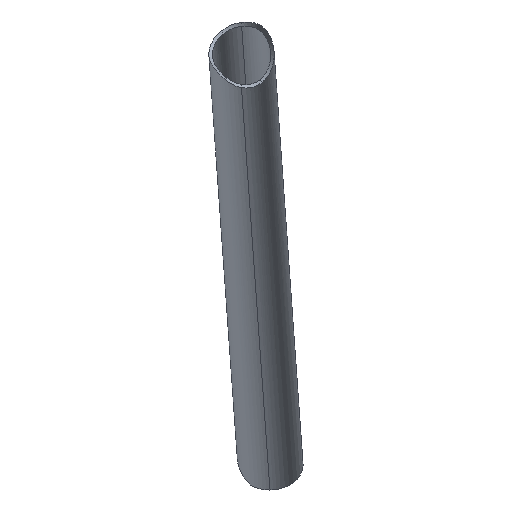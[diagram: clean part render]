
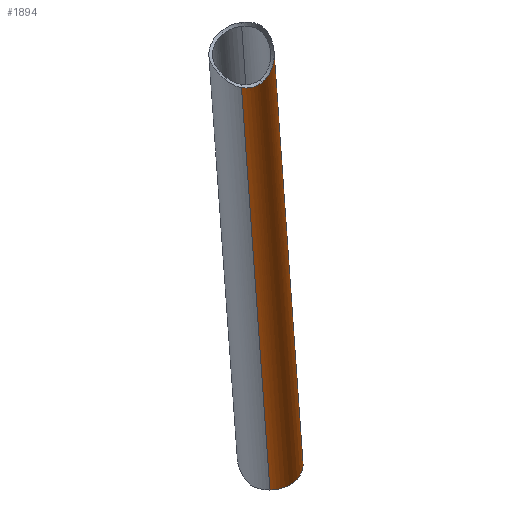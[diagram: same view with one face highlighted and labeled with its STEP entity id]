
A CAD part, left-side view. The second image highlights one B-rep face of the part: STEP entity #1894.
In plain terms, the highlighted cylindrical face has radius 14 mm (diameter 28 mm), a partial arc.
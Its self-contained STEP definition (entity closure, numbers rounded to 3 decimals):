
#792=CARTESIAN_POINT('Vertex',(-576.516,-176.43,467.264)) ;
#796=CARTESIAN_POINT('Control Point',(-576.516,-176.43,467.264)) ;
#797=CARTESIAN_POINT('Control Point',(-576.44,-177.196,467.882)) ;
#798=CARTESIAN_POINT('Control Point',(-576.432,-177.909,468.592)) ;
#799=CARTESIAN_POINT('Control Point',(-576.493,-178.552,469.379)) ;
#800=CARTESIAN_POINT('Control Point',(-576.715,-179.602,470.952)) ;
#801=CARTESIAN_POINT('Control Point',(-577.114,-180.381,472.675)) ;
#802=CARTESIAN_POINT('Control Point',(-577.332,-180.684,473.495)) ;
#803=CARTESIAN_POINT('Control Point',(-578.007,-181.365,475.806)) ;
#804=CARTESIAN_POINT('Control Point',(-578.854,-181.632,478.196)) ;
#805=CARTESIAN_POINT('Control Point',(-579.437,-181.644,479.727)) ;
#806=CARTESIAN_POINT('Control Point',(-580.312,-181.454,481.898)) ;
#807=CARTESIAN_POINT('Control Point',(-581.147,-180.943,484.044)) ;
#808=CARTESIAN_POINT('Control Point',(-581.388,-180.761,484.681)) ;
#809=CARTESIAN_POINT('Control Point',(-581.773,-180.401,485.752)) ;
#810=CARTESIAN_POINT('Control Point',(-582.084,-179.938,486.811)) ;
#811=CARTESIAN_POINT('Control Point',(-582.194,-179.73,487.24)) ;
#812=CARTESIAN_POINT('Control Point',(-582.356,-179.307,488.027)) ;
#813=CARTESIAN_POINT('Control Point',(-582.41,-178.808,488.787)) ;
#814=CARTESIAN_POINT('Control Point',(-582.407,-178.561,489.128)) ;
#815=CARTESIAN_POINT('Control Point',(-582.33,-178.,489.827)) ;
#816=CARTESIAN_POINT('Control Point',(-582.108,-177.383,490.444)) ;
#817=CARTESIAN_POINT('Control Point',(-581.951,-177.043,490.743)) ;
#818=CARTESIAN_POINT('Control Point',(-581.42,-176.056,491.513)) ;
#819=CARTESIAN_POINT('Control Point',(-580.718,-175.033,492.065)) ;
#820=CARTESIAN_POINT('Control Point',(-580.238,-174.361,492.352)) ;
#821=CARTESIAN_POINT('Control Point',(-579.029,-172.667,492.917)) ;
#822=CARTESIAN_POINT('Control Point',(-577.834,-170.905,493.156)) ;
#823=CARTESIAN_POINT('Control Point',(-577.159,-169.828,493.201)) ;
#824=CARTESIAN_POINT('Control Point',(-576.534,-168.732,493.148)) ;
#825=CARTESIAN_POINT('Control Point',(-575.975,-167.625,492.997)) ;
#826=CARTESIAN_POINT('Vertex',(-575.975,-167.625,492.997)) ;
#1617=CARTESIAN_POINT('Vertex',(-579.831,-167.549,464.999)) ;
#1621=CARTESIAN_POINT('Control Point',(-579.831,-167.549,464.999)) ;
#1622=CARTESIAN_POINT('Control Point',(-578.798,-169.29,464.7)) ;
#1623=CARTESIAN_POINT('Control Point',(-577.858,-171.141,464.697)) ;
#1624=CARTESIAN_POINT('Control Point',(-577.092,-173.103,465.11)) ;
#1625=CARTESIAN_POINT('Control Point',(-576.667,-174.902,466.032)) ;
#1626=CARTESIAN_POINT('Control Point',(-576.516,-176.43,467.264)) ;
#1685=CARTESIAN_POINT('Vertex',(50.,-183.707,317.)) ;
#1689=CARTESIAN_POINT('Control Point',(41.402,-191.049,314.049)) ;
#1690=CARTESIAN_POINT('Control Point',(43.421,-189.557,315.62)) ;
#1691=CARTESIAN_POINT('Control Point',(45.644,-187.707,316.561)) ;
#1692=CARTESIAN_POINT('Control Point',(47.849,-185.74,317.)) ;
#1693=CARTESIAN_POINT('Control Point',(50.,-183.707,317.)) ;
#1694=CARTESIAN_POINT('Vertex',(41.402,-191.049,314.049)) ;
#1790=CARTESIAN_POINT('Vertex',(53.707,-180.073,316.5)) ;
#1794=CARTESIAN_POINT('Control Point',(53.707,-180.073,316.5)) ;
#1795=CARTESIAN_POINT('Control Point',(52.508,-181.293,316.829)) ;
#1796=CARTESIAN_POINT('Control Point',(51.266,-182.512,317.)) ;
#1797=CARTESIAN_POINT('Control Point',(50.,-183.707,317.)) ;
#1812=CARTESIAN_POINT('Line Origine',(-273.667,-173.601,379.183)) ;
#1816=CARTESIAN_POINT('Vertex',(36.003,-179.723,292.384)) ;
#1819=CARTESIAN_POINT('Line Origine',(-266.112,-173.751,406.144)) ;
#1843=CARTESIAN_POINT('Axis2P3D Location',(-269.89,-173.676,392.664)) ;
#1849=CARTESIAN_POINT('Control Point',(49.723,-193.997,303.)) ;
#1850=CARTESIAN_POINT('Control Point',(49.419,-193.991,302.769)) ;
#1851=CARTESIAN_POINT('Control Point',(49.116,-193.977,302.538)) ;
#1852=CARTESIAN_POINT('Control Point',(48.871,-193.957,302.352)) ;
#1853=CARTESIAN_POINT('Control Point',(48.44,-193.917,302.025)) ;
#1854=CARTESIAN_POINT('Control Point',(48.01,-193.86,301.699)) ;
#1855=CARTESIAN_POINT('Control Point',(47.766,-193.826,301.514)) ;
#1856=CARTESIAN_POINT('Control Point',(45.789,-193.473,300.009)) ;
#1857=CARTESIAN_POINT('Control Point',(43.861,-192.762,298.537)) ;
#1858=CARTESIAN_POINT('Control Point',(42.293,-191.896,297.335)) ;
#1859=CARTESIAN_POINT('Control Point',(39.825,-189.958,295.435)) ;
#1860=CARTESIAN_POINT('Control Point',(37.904,-187.248,293.938)) ;
#1861=CARTESIAN_POINT('Control Point',(37.229,-186.001,293.408)) ;
#1862=CARTESIAN_POINT('Control Point',(36.465,-183.998,292.799)) ;
#1863=CARTESIAN_POINT('Control Point',(36.095,-181.846,292.486)) ;
#1864=CARTESIAN_POINT('Control Point',(36.02,-181.141,292.418)) ;
#1865=CARTESIAN_POINT('Control Point',(35.989,-180.432,292.384)) ;
#1866=CARTESIAN_POINT('Control Point',(36.003,-179.723,292.384)) ;
#1867=CARTESIAN_POINT('Vertex',(49.723,-193.997,303.)) ;
#1871=CARTESIAN_POINT('Control Point',(49.723,-193.997,303.)) ;
#1872=CARTESIAN_POINT('Control Point',(49.499,-193.993,303.295)) ;
#1873=CARTESIAN_POINT('Control Point',(49.276,-193.984,303.591)) ;
#1874=CARTESIAN_POINT('Control Point',(49.097,-193.972,303.827)) ;
#1875=CARTESIAN_POINT('Control Point',(48.785,-193.949,304.239)) ;
#1876=CARTESIAN_POINT('Control Point',(48.473,-193.918,304.651)) ;
#1877=CARTESIAN_POINT('Control Point',(48.295,-193.898,304.886)) ;
#1878=CARTESIAN_POINT('Control Point',(46.732,-193.688,306.952)) ;
#1879=CARTESIAN_POINT('Control Point',(45.185,-193.254,309.003)) ;
#1880=CARTESIAN_POINT('Control Point',(43.882,-192.714,310.735)) ;
#1881=CARTESIAN_POINT('Control Point',(42.61,-191.989,312.431)) ;
#1882=CARTESIAN_POINT('Control Point',(41.402,-191.049,314.049)) ;
#1813=DIRECTION('Vector Direction',(-0.963,0.019,0.27)) ;
#1820=DIRECTION('Vector Direction',(-0.963,0.019,0.27)) ;
#1844=DIRECTION('Axis2P3D Direction',(-0.963,0.019,0.27)) ;
#1845=DIRECTION('Axis2P3D XDirection',(-0.27,0.005,-0.963)) ;
#1846=AXIS2_PLACEMENT_3D('Cylinder Axis2P3D',#1843,#1844,#1845) ;
#1885=ORIENTED_EDGE('',*,*,#1696,.T.) ;
#1886=ORIENTED_EDGE('',*,*,#1798,.F.) ;
#1887=ORIENTED_EDGE('',*,*,#1823,.T.) ;
#1888=ORIENTED_EDGE('',*,*,#828,.F.) ;
#1889=ORIENTED_EDGE('',*,*,#1627,.F.) ;
#1890=ORIENTED_EDGE('',*,*,#1818,.F.) ;
#1891=ORIENTED_EDGE('',*,*,#1869,.F.) ;
#1892=ORIENTED_EDGE('',*,*,#1883,.T.) ;
#1814=VECTOR('Line Direction',#1813,1.) ;
#1821=VECTOR('Line Direction',#1820,1.) ;
#1894=ADVANCED_FACE('PartBody',(#1893),#1847,.T.) ;
#795=B_SPLINE_CURVE_WITH_KNOTS('',5,(#796,#797,#798,#799,#800,#801,#802,#803,#804,#805,#806,#807,#808,#809,#810,#811,#812,#813,#814,#815,#816,#817,#818,#819,#820,#821,#822,#823,#824,#825),.UNSPECIFIED.,.F.,.U.,(6,3,3,3,3,3,3,3,3,6),(0.,7.366,13.711,24.928,29.7,32.964,35.753,38.928,44.83,53.57),.UNSPECIFIED.) ;
#1620=B_SPLINE_CURVE_WITH_KNOTS('',5,(#1621,#1622,#1623,#1624,#1625,#1626),.UNSPECIFIED.,.F.,.U.,(6,6),(0.,14.696),.UNSPECIFIED.) ;
#1688=B_SPLINE_CURVE_WITH_KNOTS('',4,(#1689,#1690,#1691,#1692,#1693),.UNSPECIFIED.,.F.,.U.,(5,5),(51.351,68.093),.UNSPECIFIED.) ;
#1793=B_SPLINE_CURVE_WITH_KNOTS('',3,(#1794,#1795,#1796,#1797),.UNSPECIFIED.,.F.,.U.,(4,4),(0.,7.386),.UNSPECIFIED.) ;
#1848=B_SPLINE_CURVE_WITH_KNOTS('',5,(#1849,#1850,#1851,#1852,#1853,#1854,#1855,#1856,#1857,#1858,#1859,#1860,#1861,#1862,#1863,#1864,#1865,#1866),.UNSPECIFIED.,.F.,.U.,(6,3,3,3,3,6),(0.,2.699,5.397,20.439,30.985,35.997),.UNSPECIFIED.) ;
#1870=B_SPLINE_CURVE_WITH_KNOTS('',5,(#1871,#1872,#1873,#1874,#1875,#1876,#1877,#1878,#1879,#1880,#1881,#1882),.UNSPECIFIED.,.F.,.U.,(6,3,3,6),(0.,2.621,5.242,20.995),.UNSPECIFIED.) ;
#1847=CYLINDRICAL_SURFACE('generated cylinder',#1846,14.) ;
#828=EDGE_CURVE('',#793,#827,#795,.T.) ;
#1627=EDGE_CURVE('',#1618,#793,#1620,.T.) ;
#1696=EDGE_CURVE('',#1695,#1686,#1688,.T.) ;
#1798=EDGE_CURVE('',#1791,#1686,#1793,.T.) ;
#1818=EDGE_CURVE('',#1817,#1618,#1815,.T.) ;
#1823=EDGE_CURVE('',#1791,#827,#1822,.T.) ;
#1869=EDGE_CURVE('',#1868,#1817,#1848,.T.) ;
#1883=EDGE_CURVE('',#1868,#1695,#1870,.T.) ;
#1884=EDGE_LOOP('',(#1885,#1886,#1887,#1888,#1889,#1890,#1891,#1892)) ;
#1893=FACE_OUTER_BOUND('',#1884,.T.) ;
#1815=LINE('Line',#1812,#1814) ;
#1822=LINE('Line',#1819,#1821) ;
#793=VERTEX_POINT('',#792) ;
#827=VERTEX_POINT('',#826) ;
#1618=VERTEX_POINT('',#1617) ;
#1686=VERTEX_POINT('',#1685) ;
#1695=VERTEX_POINT('',#1694) ;
#1791=VERTEX_POINT('',#1790) ;
#1817=VERTEX_POINT('',#1816) ;
#1868=VERTEX_POINT('',#1867) ;
